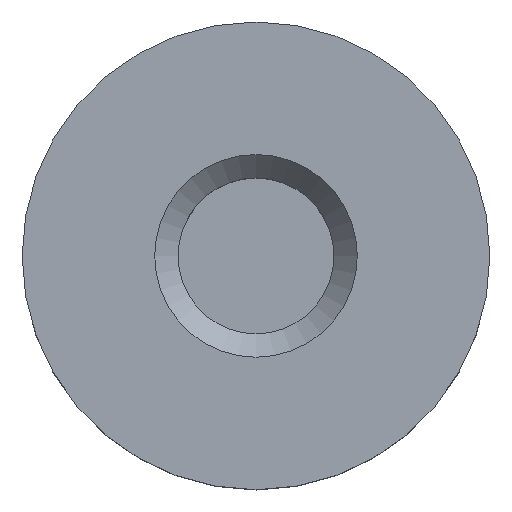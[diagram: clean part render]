
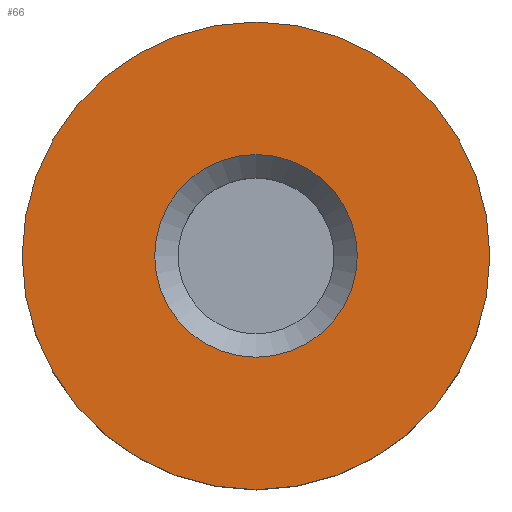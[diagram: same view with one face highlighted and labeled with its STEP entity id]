
A CAD part, top view. The second image highlights one B-rep face of the part: STEP entity #66.
In plain terms, the highlighted planar face has unit normal (0, 0, 1).
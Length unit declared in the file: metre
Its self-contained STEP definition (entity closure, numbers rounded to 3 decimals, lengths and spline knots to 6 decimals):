
#19=ORIENTED_EDGE('',*,*,#28,.F.);
#20=ORIENTED_EDGE('',*,*,#26,.F.);
#26=EDGE_CURVE('',#31,#31,#36,.T.);
#28=EDGE_CURVE('',#33,#33,#38,.T.);
#31=VERTEX_POINT('',#123);
#33=VERTEX_POINT('',#129);
#36=CIRCLE('',#85,0.03);
#38=CIRCLE('',#89,0.013);
#44=EDGE_LOOP('',(#19));
#45=EDGE_LOOP('',(#20));
#54=FACE_BOUND('',#44,.T.);
#55=FACE_BOUND('',#45,.T.);
#62=PLANE('',#88);
#66=ADVANCED_FACE('',(#54,#55),#62,.F.);
#85=AXIS2_PLACEMENT_3D('',#122,#101,#102);
#88=AXIS2_PLACEMENT_3D('',#127,#107,#108);
#89=AXIS2_PLACEMENT_3D('',#128,#109,#110);
#101=DIRECTION('',(0.,0.,-1.));
#102=DIRECTION('',(-1.,0.,0.));
#107=DIRECTION('',(0.,0.,-1.));
#108=DIRECTION('',(-1.,0.,0.));
#109=DIRECTION('',(0.,0.,1.));
#110=DIRECTION('',(-1.,0.,0.));
#122=CARTESIAN_POINT('',(0.,0.,0.02));
#123=CARTESIAN_POINT('',(-0.03,0.,0.02));
#127=CARTESIAN_POINT('',(0.,0.,0.02));
#128=CARTESIAN_POINT('',(0.,0.,0.02));
#129=CARTESIAN_POINT('',(-0.013,0.,0.02));
